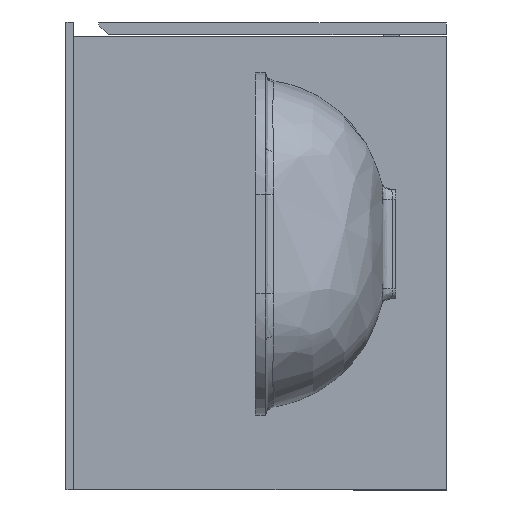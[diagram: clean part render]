
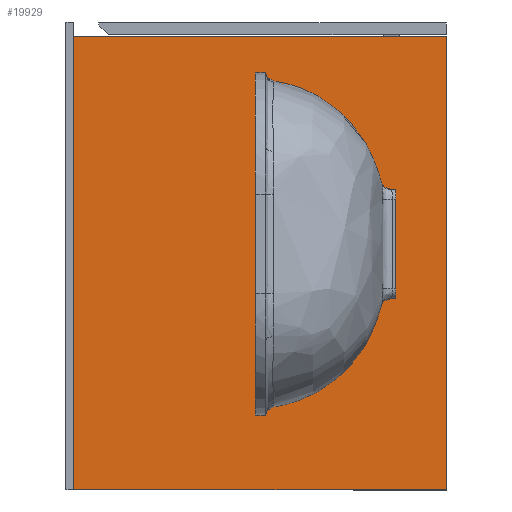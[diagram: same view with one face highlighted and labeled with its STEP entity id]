
A CAD part, left-side view. The second image highlights one B-rep face of the part: STEP entity #19929.
In plain terms, the highlighted planar face has unit normal (-1, 0, 0).
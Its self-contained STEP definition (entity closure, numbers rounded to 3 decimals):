
#736 = CARTESIAN_POINT ( 'NONE',  ( 2., 829.397, -470. ) ) ;
#749 = VERTEX_POINT ( 'NONE', #11651 ) ;
#2554 = VECTOR ( 'NONE', #3028, 1000. ) ;
#3028 = DIRECTION ( 'NONE',  ( 0., 0., 1. ) ) ;
#3330 = VERTEX_POINT ( 'NONE', #28630 ) ;
#3451 = EDGE_CURVE ( 'NONE', #24291, #749, #17937, .T. ) ;
#8308 = ORIENTED_EDGE ( 'NONE', *, *, #3451, .T. ) ;
#8469 = CARTESIAN_POINT ( 'NONE',  ( 2., 829.397, -15. ) ) ;
#8764 = DIRECTION ( 'NONE',  ( 0., 0., -1. ) ) ;
#9070 = EDGE_CURVE ( 'NONE', #3330, #24291, #21557, .T. ) ;
#9981 = DIRECTION ( 'NONE',  ( 0., -1., 0. ) ) ;
#11024 = FACE_OUTER_BOUND ( 'NONE', #17063, .T. ) ;
#11368 = VECTOR ( 'NONE', #17755, 1000. ) ;
#11651 = CARTESIAN_POINT ( 'NONE',  ( 2., 0., -15. ) ) ;
#11740 = ORIENTED_EDGE ( 'NONE', *, *, #15010, .F. ) ;
#12960 = CARTESIAN_POINT ( 'NONE',  ( 2., 0., -470. ) ) ;
#13783 = AXIS2_PLACEMENT_3D ( 'NONE', #20329, #29591, #8764 ) ;
#14603 = LINE ( 'NONE', #23876, #2554 ) ;
#15010 = EDGE_CURVE ( 'NONE', #3330, #27828, #14603, .T. ) ;
#15467 = PLANE ( 'NONE',  #13783 ) ;
#15795 = CARTESIAN_POINT ( 'NONE',  ( 2., 0., -470. ) ) ;
#17063 = EDGE_LOOP ( 'NONE', ( #11740, #18047, #8308, #29246 ) ) ;
#17755 = DIRECTION ( 'NONE',  ( 0., -1., 0. ) ) ;
#17937 = LINE ( 'NONE', #15795, #26154 ) ;
#18047 = ORIENTED_EDGE ( 'NONE', *, *, #9070, .T. ) ;
#19929 = ADVANCED_FACE ( 'NONE', ( #11024 ), #15467, .F. ) ;
#20329 = CARTESIAN_POINT ( 'NONE',  ( 2., 829.397, -470. ) ) ;
#21387 = EDGE_CURVE ( 'NONE', #27828, #749, #29295, .T. ) ;
#21557 = LINE ( 'NONE', #736, #25342 ) ;
#22068 = DIRECTION ( 'NONE',  ( 0., 0., 1. ) ) ;
#23876 = CARTESIAN_POINT ( 'NONE',  ( 2., 374., -470. ) ) ;
#24291 = VERTEX_POINT ( 'NONE', #12960 ) ;
#24908 = CARTESIAN_POINT ( 'NONE',  ( 2., 374., -15. ) ) ;
#25342 = VECTOR ( 'NONE', #9981, 1000. ) ;
#26154 = VECTOR ( 'NONE', #22068, 1000. ) ;
#27828 = VERTEX_POINT ( 'NONE', #24908 ) ;
#28630 = CARTESIAN_POINT ( 'NONE',  ( 2., 374., -470. ) ) ;
#29246 = ORIENTED_EDGE ( 'NONE', *, *, #21387, .F. ) ;
#29295 = LINE ( 'NONE', #8469, #11368 ) ;
#29591 = DIRECTION ( 'NONE',  ( 1., 0., 0. ) ) ;
